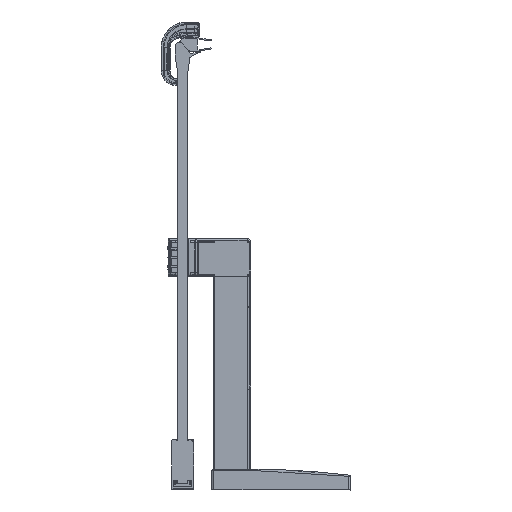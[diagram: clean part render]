
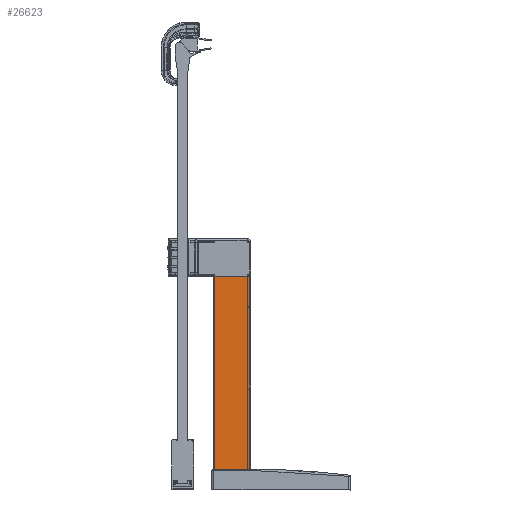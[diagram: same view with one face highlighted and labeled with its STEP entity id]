
A CAD part, front view. The second image highlights one B-rep face of the part: STEP entity #26623.
In plain terms, the highlighted planar face has unit normal (0, -1, 0).
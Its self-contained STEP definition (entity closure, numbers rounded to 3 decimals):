
#558 = CARTESIAN_POINT ( 'NONE',  ( 29.299, 962.2, -154.101 ) ) ;
#1138 = VECTOR ( 'NONE', #31136, 1000. ) ;
#2215 = LINE ( 'NONE', #558, #1138 ) ;
#2906 = CIRCLE ( 'NONE', #31788, 601.4 ) ;
#4288 = CARTESIAN_POINT ( 'NONE',  ( 57.299, 962.2, -154.103 ) ) ;
#5282 = DIRECTION ( 'NONE',  ( 0., 0., 1. ) ) ;
#5883 = AXIS2_PLACEMENT_3D ( 'NONE', #30931, #17513, #20776 ) ;
#6425 = VECTOR ( 'NONE', #6940, 1000. ) ;
#6528 = DIRECTION ( 'NONE',  ( 0., 0., -1. ) ) ;
#6940 = DIRECTION ( 'NONE',  ( 0., 0., -1. ) ) ;
#6955 = EDGE_CURVE ( 'NONE', #39618, #43081, #43607, .T. ) ;
#11402 = EDGE_CURVE ( 'NONE', #20648, #18309, #16919, .T. ) ;
#12164 = EDGE_CURVE ( 'NONE', #43081, #20648, #2215, .T. ) ;
#16919 = LINE ( 'NONE', #34146, #6425 ) ;
#17513 = DIRECTION ( 'NONE',  ( 0., -1., 0. ) ) ;
#18309 = VERTEX_POINT ( 'NONE', #35562 ) ;
#20648 = VERTEX_POINT ( 'NONE', #36311 ) ;
#20776 = DIRECTION ( 'NONE',  ( 0., 0., -1. ) ) ;
#21160 = ORIENTED_EDGE ( 'NONE', *, *, #12164, .T. ) ;
#24243 = EDGE_LOOP ( 'NONE', ( #24401, #41660, #21160, #31056 ) ) ;
#24401 = ORIENTED_EDGE ( 'NONE', *, *, #25869, .F. ) ;
#25381 = CARTESIAN_POINT ( 'NONE',  ( 62.256, 962.2, -909.003 ) ) ;
#25869 = EDGE_CURVE ( 'NONE', #39618, #18309, #2906, .T. ) ;
#26623 = ADVANCED_FACE ( 'NONE', ( #35542 ), #27710, .T. ) ;
#27710 = PLANE ( 'NONE',  #5883 ) ;
#30931 = CARTESIAN_POINT ( 'NONE',  ( 29.299, 962.2, -154.101 ) ) ;
#31056 = ORIENTED_EDGE ( 'NONE', *, *, #11402, .T. ) ;
#31136 = DIRECTION ( 'NONE',  ( -1., 0., 0. ) ) ;
#31788 = AXIS2_PLACEMENT_3D ( 'NONE', #25381, #39912, #6528 ) ;
#34146 = CARTESIAN_POINT ( 'NONE',  ( 29.299, 962.2, -154.101 ) ) ;
#35542 = FACE_OUTER_BOUND ( 'NONE', #24243, .T. ) ;
#35562 = CARTESIAN_POINT ( 'NONE',  ( 29.291, 962.2, -308.507 ) ) ;
#36244 = VECTOR ( 'NONE', #5282, 1000. ) ;
#36311 = CARTESIAN_POINT ( 'NONE',  ( 29.299, 962.2, -154.101 ) ) ;
#37259 = CARTESIAN_POINT ( 'NONE',  ( 57.291, 962.2, -307.624 ) ) ;
#39618 = VERTEX_POINT ( 'NONE', #37259 ) ;
#39849 = CARTESIAN_POINT ( 'NONE',  ( 57.299, 962.2, -154.103 ) ) ;
#39912 = DIRECTION ( 'NONE',  ( 0., -1., 0. ) ) ;
#41660 = ORIENTED_EDGE ( 'NONE', *, *, #6955, .T. ) ;
#43081 = VERTEX_POINT ( 'NONE', #4288 ) ;
#43607 = LINE ( 'NONE', #39849, #36244 ) ;
